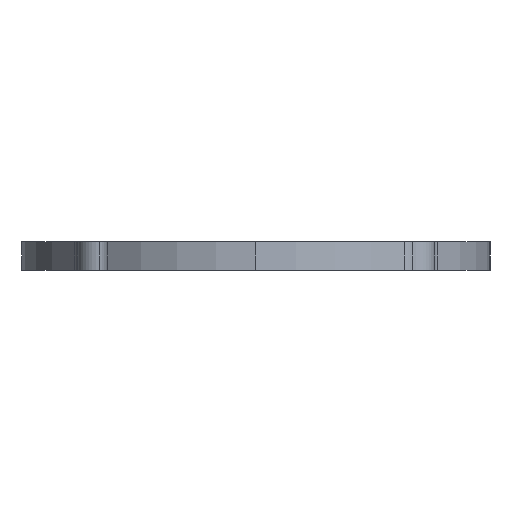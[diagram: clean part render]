
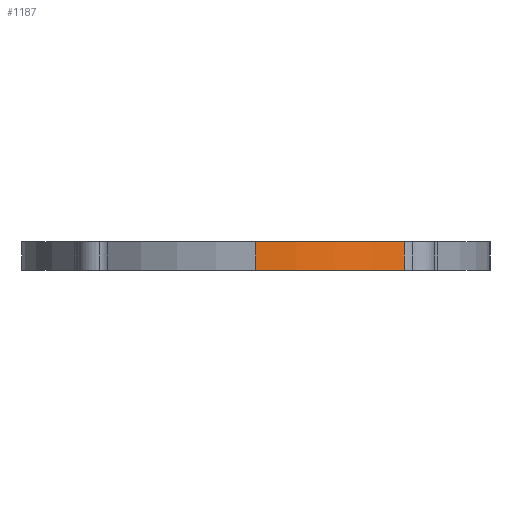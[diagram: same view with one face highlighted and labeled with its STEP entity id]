
A CAD part, left-side view. The second image highlights one B-rep face of the part: STEP entity #1187.
In plain terms, the highlighted cylindrical face has radius 53 mm (diameter 106 mm), a partial arc.
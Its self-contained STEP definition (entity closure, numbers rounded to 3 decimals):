
#248 = VECTOR ( 'NONE', #1588, 1000. ) ;
#287 = CYLINDRICAL_SURFACE ( 'NONE', #4508, 53. ) ;
#374 = FACE_OUTER_BOUND ( 'NONE', #3725, .T. ) ;
#476 = VECTOR ( 'NONE', #837, 1000. ) ;
#706 = LINE ( 'NONE', #1155, #476 ) ;
#837 = DIRECTION ( 'NONE',  ( 0., 0., 1. ) ) ;
#1155 = CARTESIAN_POINT ( 'NONE',  ( -241.032, -33.546, 6.35 ) ) ;
#1169 = AXIS2_PLACEMENT_3D ( 'NONE', #3500, #4424, #3935 ) ;
#1187 = ADVANCED_FACE ( 'NONE', ( #374 ), #287, .T. ) ;
#1359 = EDGE_CURVE ( 'NONE', #3602, #3351, #4361, .T. ) ;
#1588 = DIRECTION ( 'NONE',  ( 0., 0., -1. ) ) ;
#1657 = DIRECTION ( 'NONE',  ( -1., 0., 0. ) ) ;
#1838 = CARTESIAN_POINT ( 'NONE',  ( -200., 0., 6.35 ) ) ;
#1848 = CARTESIAN_POINT ( 'NONE',  ( -253., 0., 6.35 ) ) ;
#1942 = DIRECTION ( 'NONE',  ( 0., 0., -1. ) ) ;
#2071 = VERTEX_POINT ( 'NONE', #2149 ) ;
#2091 = EDGE_CURVE ( 'NONE', #2071, #3602, #5491, .T. ) ;
#2149 = CARTESIAN_POINT ( 'NONE',  ( -253., 0., 6.35 ) ) ;
#2207 = EDGE_CURVE ( 'NONE', #2071, #6483, #6017, .T. ) ;
#3351 = VERTEX_POINT ( 'NONE', #5143 ) ;
#3500 = CARTESIAN_POINT ( 'NONE',  ( -200., 0., 6.35 ) ) ;
#3602 = VERTEX_POINT ( 'NONE', #6044 ) ;
#3725 = EDGE_LOOP ( 'NONE', ( #4752, #4755, #4841, #4843 ) ) ;
#3935 = DIRECTION ( 'NONE',  ( -1., 0., 0. ) ) ;
#4361 = CIRCLE ( 'NONE', #4922, 53. ) ;
#4424 = DIRECTION ( 'NONE',  ( 0., 0., 1. ) ) ;
#4508 = AXIS2_PLACEMENT_3D ( 'NONE', #1838, #1942, #1657 ) ;
#4752 = ORIENTED_EDGE ( 'NONE', *, *, #2207, .F. ) ;
#4755 = ORIENTED_EDGE ( 'NONE', *, *, #2091, .T. ) ;
#4841 = ORIENTED_EDGE ( 'NONE', *, *, #1359, .T. ) ;
#4843 = ORIENTED_EDGE ( 'NONE', *, *, #6014, .T. ) ;
#4922 = AXIS2_PLACEMENT_3D ( 'NONE', #5366, #5363, #5351 ) ;
#4939 = CARTESIAN_POINT ( 'NONE',  ( -241.032, -33.546, 6.35 ) ) ;
#5143 = CARTESIAN_POINT ( 'NONE',  ( -241.032, -33.546, 0. ) ) ;
#5351 = DIRECTION ( 'NONE',  ( -1., 0., 0. ) ) ;
#5363 = DIRECTION ( 'NONE',  ( 0., 0., 1. ) ) ;
#5366 = CARTESIAN_POINT ( 'NONE',  ( -200., 0., 0. ) ) ;
#5491 = LINE ( 'NONE', #1848, #248 ) ;
#6014 = EDGE_CURVE ( 'NONE', #3351, #6483, #706, .T. ) ;
#6017 = CIRCLE ( 'NONE', #1169, 53. ) ;
#6044 = CARTESIAN_POINT ( 'NONE',  ( -253., 0., 0. ) ) ;
#6483 = VERTEX_POINT ( 'NONE', #4939 ) ;
